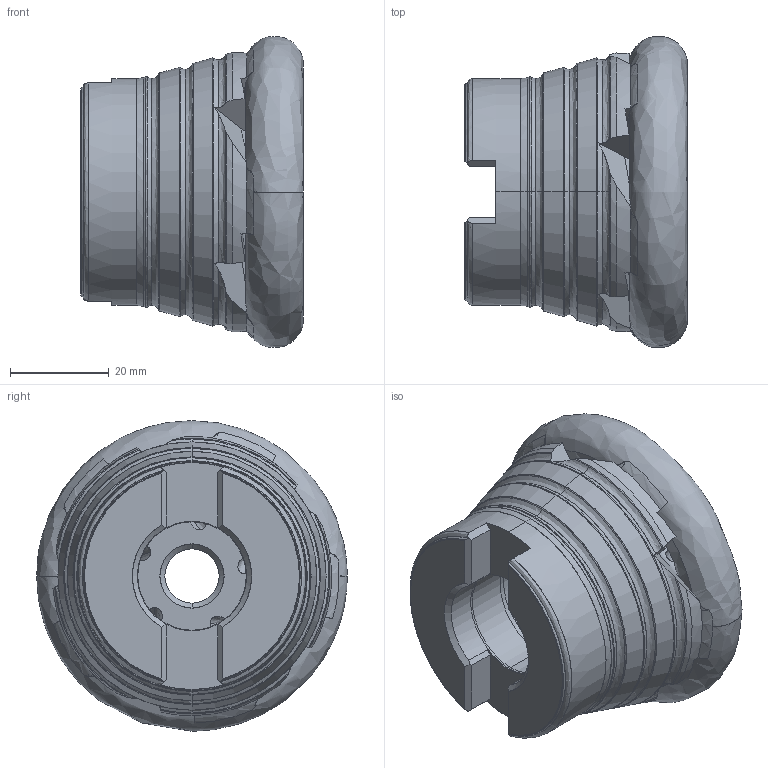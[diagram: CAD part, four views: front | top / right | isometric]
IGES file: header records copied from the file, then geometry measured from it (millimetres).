
Start section: SolidWorks IGES file using analytic representation for surfaces
Global section: file name: 00RN_063_124_5.IGS; native system: SolidWorks 2016; preprocessor: SolidWorks 2016; author: phk; date: 160831.153633; units: millimetre
Bounding box: 45.09 x 62.98 x 62.98 mm (x, y, z)
Surface area: 17171.2 mm2 (no closed solid volume)
Topology: 0 solids, 0 shells, 190 faces, 2919 edges, 2919 vertices
Faces by surface type: bspline 111, revolution 79
